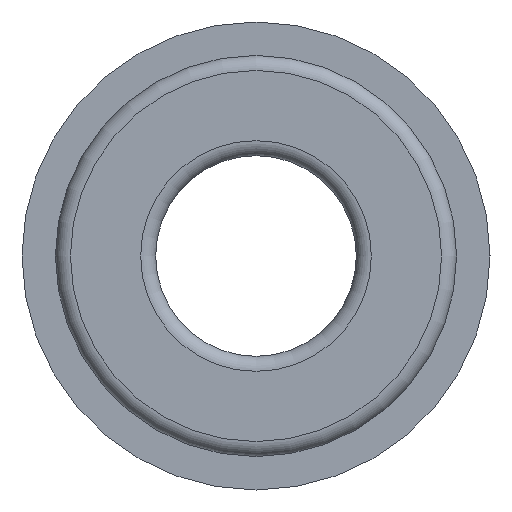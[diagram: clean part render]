
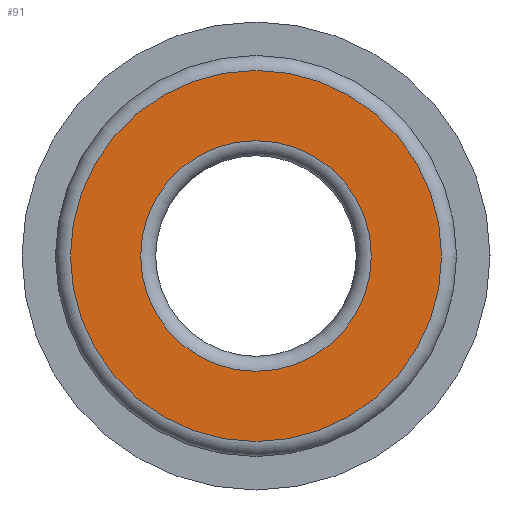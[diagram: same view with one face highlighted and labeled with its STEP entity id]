
A CAD part, left-side view. The second image highlights one B-rep face of the part: STEP entity #91.
In plain terms, the highlighted planar face has unit normal (-1, 0, 0).
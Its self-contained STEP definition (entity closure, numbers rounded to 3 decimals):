
#91 = ADVANCED_FACE( '', ( #144, #145 ), #146, .F. );
#144 = FACE_OUTER_BOUND( '', #204, .T. );
#145 = FACE_BOUND( '', #205, .T. );
#146 = PLANE( '', #206 );
#204 = EDGE_LOOP( '', ( #296 ) );
#205 = EDGE_LOOP( '', ( #297 ) );
#206 = AXIS2_PLACEMENT_3D( '', #298, #299, #300 );
#296 = ORIENTED_EDGE( '', *, *, #332, .F. );
#297 = ORIENTED_EDGE( '', *, *, #333, .T. );
#298 = CARTESIAN_POINT( '', ( 0., 0., 0. ) );
#299 = DIRECTION( '', ( 1., 0., 0. ) );
#300 = DIRECTION( '', ( 0., 0., -1. ) );
#332 = EDGE_CURVE( '', #368, #368, #369, .T. );
#333 = EDGE_CURVE( '', #370, #370, #371, .T. );
#368 = VERTEX_POINT( '', #408 );
#369 = CIRCLE( '', #409, 5.55 );
#370 = VERTEX_POINT( '', #410 );
#371 = CIRCLE( '', #411, 3.45 );
#408 = CARTESIAN_POINT( '', ( 0., 0., -5.55 ) );
#409 = AXIS2_PLACEMENT_3D( '', #464, #465, #466 );
#410 = CARTESIAN_POINT( '', ( 0., 0., -3.45 ) );
#411 = AXIS2_PLACEMENT_3D( '', #467, #468, #469 );
#464 = CARTESIAN_POINT( '', ( 0., 0., 0. ) );
#465 = DIRECTION( '', ( 1., 0., 0. ) );
#466 = DIRECTION( '', ( 0., 0., -1. ) );
#467 = CARTESIAN_POINT( '', ( 0., 0., 0. ) );
#468 = DIRECTION( '', ( 1., 0., 0. ) );
#469 = DIRECTION( '', ( 0., 0., -1. ) );
